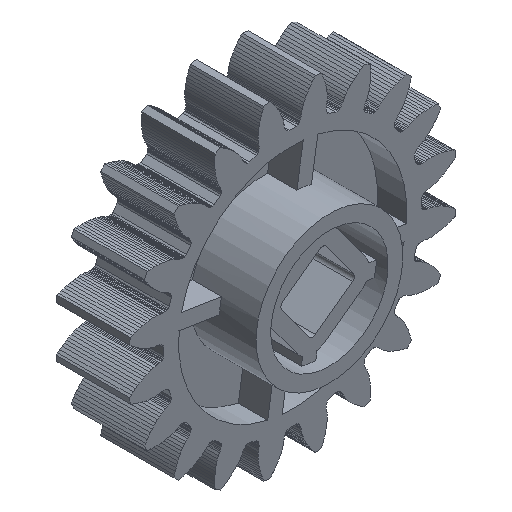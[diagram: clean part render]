
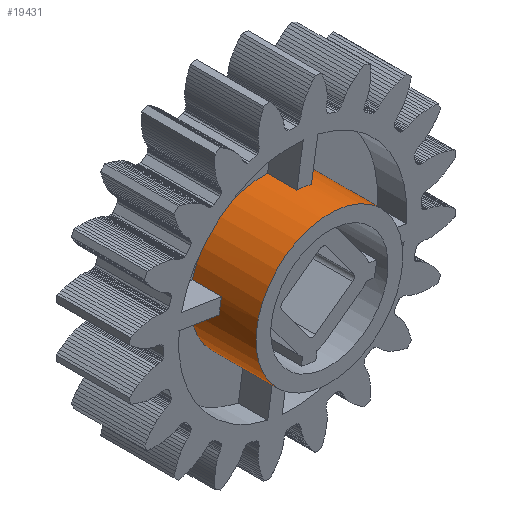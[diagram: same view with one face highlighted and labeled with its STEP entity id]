
A CAD part, isometric view. The second image highlights one B-rep face of the part: STEP entity #19431.
In plain terms, the highlighted cylindrical face has radius 5 mm (diameter 10 mm), a full revolution.
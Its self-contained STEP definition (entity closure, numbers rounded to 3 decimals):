
#999=FACE_OUTER_BOUND('',#1977,.T.);
#1977=EDGE_LOOP('',(#13563,#13564,#13565,#13566,#13567,#13568,#13569,#13570,
#13571,#13572,#13573,#13574,#13575,#13576,#13577,#13578,#13579,#13580,#13581,
#13582));
#2961=LINE('',#26524,#5781);
#2962=LINE('',#26528,#5782);
#2963=LINE('',#26532,#5783);
#2964=LINE('',#26536,#5784);
#2965=LINE('',#26540,#5785);
#2966=LINE('',#26544,#5786);
#2967=LINE('',#26548,#5787);
#2968=LINE('',#26553,#5788);
#2969=LINE('',#26556,#5789);
#5781=VECTOR('',#21524,10.);
#5782=VECTOR('',#21527,10.);
#5783=VECTOR('',#21530,10.);
#5784=VECTOR('',#21533,10.);
#5785=VECTOR('',#21536,10.);
#5786=VECTOR('',#21539,10.);
#5787=VECTOR('',#21542,5.);
#5788=VECTOR('',#21547,10.);
#5789=VECTOR('',#21550,10.);
#8601=CIRCLE('',#20430,5.);
#8602=CIRCLE('',#20431,5.);
#8603=CIRCLE('',#20432,5.);
#8604=CIRCLE('',#20433,5.);
#8605=CIRCLE('',#20434,5.);
#8606=CIRCLE('',#20435,5.);
#8607=CIRCLE('',#20436,5.);
#8608=CIRCLE('',#20437,5.);
#8609=CIRCLE('',#20438,5.);
#8610=CIRCLE('',#20439,5.);
#8699=VERTEX_POINT('',#26520);
#8700=VERTEX_POINT('',#26521);
#8701=VERTEX_POINT('',#26523);
#8702=VERTEX_POINT('',#26525);
#8703=VERTEX_POINT('',#26527);
#8704=VERTEX_POINT('',#26529);
#8705=VERTEX_POINT('',#26531);
#8706=VERTEX_POINT('',#26533);
#8707=VERTEX_POINT('',#26535);
#8708=VERTEX_POINT('',#26537);
#8709=VERTEX_POINT('',#26539);
#8710=VERTEX_POINT('',#26541);
#8711=VERTEX_POINT('',#26543);
#8712=VERTEX_POINT('',#26545);
#8713=VERTEX_POINT('',#26547);
#8714=VERTEX_POINT('',#26550);
#8715=VERTEX_POINT('',#26552);
#8716=VERTEX_POINT('',#26554);
#10645=EDGE_CURVE('',#8699,#8700,#8601,.T.);
#10646=EDGE_CURVE('',#8701,#8699,#2961,.T.);
#10647=EDGE_CURVE('',#8702,#8701,#8602,.T.);
#10648=EDGE_CURVE('',#8703,#8702,#2962,.T.);
#10649=EDGE_CURVE('',#8704,#8703,#8603,.T.);
#10650=EDGE_CURVE('',#8705,#8704,#2963,.T.);
#10651=EDGE_CURVE('',#8706,#8705,#8604,.T.);
#10652=EDGE_CURVE('',#8707,#8706,#2964,.T.);
#10653=EDGE_CURVE('',#8708,#8707,#8605,.T.);
#10654=EDGE_CURVE('',#8708,#8709,#2965,.T.);
#10655=EDGE_CURVE('',#8710,#8709,#8606,.T.);
#10656=EDGE_CURVE('',#8710,#8711,#2966,.T.);
#10657=EDGE_CURVE('',#8712,#8711,#8607,.T.);
#10658=EDGE_CURVE('',#8712,#8713,#2967,.T.);
#10659=EDGE_CURVE('',#8713,#8713,#8608,.T.);
#10660=EDGE_CURVE('',#8714,#8712,#8609,.T.);
#10661=EDGE_CURVE('',#8714,#8715,#2968,.T.);
#10662=EDGE_CURVE('',#8716,#8715,#8610,.T.);
#10663=EDGE_CURVE('',#8716,#8700,#2969,.T.);
#13563=ORIENTED_EDGE('',*,*,#10645,.F.);
#13564=ORIENTED_EDGE('',*,*,#10646,.F.);
#13565=ORIENTED_EDGE('',*,*,#10647,.F.);
#13566=ORIENTED_EDGE('',*,*,#10648,.F.);
#13567=ORIENTED_EDGE('',*,*,#10649,.F.);
#13568=ORIENTED_EDGE('',*,*,#10650,.F.);
#13569=ORIENTED_EDGE('',*,*,#10651,.F.);
#13570=ORIENTED_EDGE('',*,*,#10652,.F.);
#13571=ORIENTED_EDGE('',*,*,#10653,.F.);
#13572=ORIENTED_EDGE('',*,*,#10654,.T.);
#13573=ORIENTED_EDGE('',*,*,#10655,.F.);
#13574=ORIENTED_EDGE('',*,*,#10656,.T.);
#13575=ORIENTED_EDGE('',*,*,#10657,.F.);
#13576=ORIENTED_EDGE('',*,*,#10658,.T.);
#13577=ORIENTED_EDGE('',*,*,#10659,.F.);
#13578=ORIENTED_EDGE('',*,*,#10658,.F.);
#13579=ORIENTED_EDGE('',*,*,#10660,.F.);
#13580=ORIENTED_EDGE('',*,*,#10661,.T.);
#13581=ORIENTED_EDGE('',*,*,#10662,.F.);
#13582=ORIENTED_EDGE('',*,*,#10663,.T.);
#19399=CYLINDRICAL_SURFACE('',#20429,5.);
#19431=ADVANCED_FACE('',(#999),#19399,.T.);
#20429=AXIS2_PLACEMENT_3D('',#26519,#21520,#21521);
#20430=AXIS2_PLACEMENT_3D('',#26522,#21522,#21523);
#20431=AXIS2_PLACEMENT_3D('',#26526,#21525,#21526);
#20432=AXIS2_PLACEMENT_3D('',#26530,#21528,#21529);
#20433=AXIS2_PLACEMENT_3D('',#26534,#21531,#21532);
#20434=AXIS2_PLACEMENT_3D('',#26538,#21534,#21535);
#20435=AXIS2_PLACEMENT_3D('',#26542,#21537,#21538);
#20436=AXIS2_PLACEMENT_3D('',#26546,#21540,#21541);
#20437=AXIS2_PLACEMENT_3D('',#26549,#21543,#21544);
#20438=AXIS2_PLACEMENT_3D('',#26551,#21545,#21546);
#20439=AXIS2_PLACEMENT_3D('',#26555,#21548,#21549);
#21520=DIRECTION('center_axis',(0.,1.,0.));
#21521=DIRECTION('ref_axis',(0.588,0.,-0.809));
#21522=DIRECTION('center_axis',(0.,1.,0.));
#21523=DIRECTION('ref_axis',(-0.588,0.,0.809));
#21524=DIRECTION('',(0.,1.,0.));
#21525=DIRECTION('center_axis',(0.,1.,0.));
#21526=DIRECTION('ref_axis',(-0.588,0.,0.809));
#21527=DIRECTION('',(0.,-1.,0.));
#21528=DIRECTION('center_axis',(0.,1.,0.));
#21529=DIRECTION('ref_axis',(-0.588,0.,0.809));
#21530=DIRECTION('',(0.,1.,0.));
#21531=DIRECTION('center_axis',(0.,1.,0.));
#21532=DIRECTION('ref_axis',(-0.588,0.,0.809));
#21533=DIRECTION('',(0.,-1.,0.));
#21534=DIRECTION('center_axis',(0.,1.,0.));
#21535=DIRECTION('ref_axis',(-0.588,0.,0.809));
#21536=DIRECTION('',(0.,-1.,0.));
#21537=DIRECTION('center_axis',(0.,1.,0.));
#21538=DIRECTION('ref_axis',(-0.588,0.,0.809));
#21539=DIRECTION('',(0.,1.,0.));
#21540=DIRECTION('center_axis',(0.,1.,0.));
#21541=DIRECTION('ref_axis',(-0.588,0.,0.809));
#21542=DIRECTION('',(0.,-1.,0.));
#21543=DIRECTION('center_axis',(0.,-1.,0.));
#21544=DIRECTION('ref_axis',(0.588,0.,-0.809));
#21545=DIRECTION('center_axis',(0.,1.,0.));
#21546=DIRECTION('ref_axis',(-0.588,0.,0.809));
#21547=DIRECTION('',(0.,-1.,0.));
#21548=DIRECTION('center_axis',(0.,1.,0.));
#21549=DIRECTION('ref_axis',(-0.588,0.,0.809));
#21550=DIRECTION('',(0.,1.,0.));
#26519=CARTESIAN_POINT('Origin',(-49.495,-6.41,2.498));
#26520=CARTESIAN_POINT('',(-50.767,-6.91,-2.337));
#26521=CARTESIAN_POINT('',(-54.486,-6.91,2.783));
#26522=CARTESIAN_POINT('Origin',(-49.495,-6.91,2.498));
#26523=CARTESIAN_POINT('',(-50.767,-8.91,-2.337));
#26524=CARTESIAN_POINT('',(-50.767,-6.41,-2.337));
#26525=CARTESIAN_POINT('',(-49.779,-8.91,-2.494));
#26526=CARTESIAN_POINT('Origin',(-49.495,-8.91,2.498));
#26527=CARTESIAN_POINT('',(-49.779,-6.91,-2.494));
#26528=CARTESIAN_POINT('',(-49.779,-6.41,-2.494));
#26529=CARTESIAN_POINT('',(-44.659,-6.91,1.226));
#26530=CARTESIAN_POINT('Origin',(-49.495,-6.91,2.498));
#26531=CARTESIAN_POINT('',(-44.659,-8.91,1.226));
#26532=CARTESIAN_POINT('',(-44.659,-6.41,1.226));
#26533=CARTESIAN_POINT('',(-44.503,-8.91,2.214));
#26534=CARTESIAN_POINT('Origin',(-49.495,-8.91,2.498));
#26535=CARTESIAN_POINT('',(-44.503,-6.91,2.214));
#26536=CARTESIAN_POINT('',(-44.503,-6.41,2.214));
#26537=CARTESIAN_POINT('',(-48.222,-6.91,7.334));
#26538=CARTESIAN_POINT('Origin',(-49.495,-6.91,2.498));
#26539=CARTESIAN_POINT('',(-48.222,-8.91,7.334));
#26540=CARTESIAN_POINT('',(-48.222,-6.41,7.334));
#26541=CARTESIAN_POINT('',(-49.21,-8.91,7.49));
#26542=CARTESIAN_POINT('Origin',(-49.495,-8.91,2.498));
#26543=CARTESIAN_POINT('',(-49.21,-6.91,7.49));
#26544=CARTESIAN_POINT('',(-49.21,-6.41,7.49));
#26545=CARTESIAN_POINT('',(-52.434,-6.91,6.543));
#26546=CARTESIAN_POINT('Origin',(-49.495,-6.91,2.498));
#26547=CARTESIAN_POINT('',(-52.434,-11.41,6.543));
#26548=CARTESIAN_POINT('',(-52.434,-6.41,6.543));
#26549=CARTESIAN_POINT('Origin',(-49.495,-11.41,2.498));
#26550=CARTESIAN_POINT('',(-54.33,-6.91,3.77));
#26551=CARTESIAN_POINT('Origin',(-49.495,-6.91,2.498));
#26552=CARTESIAN_POINT('',(-54.33,-8.91,3.77));
#26553=CARTESIAN_POINT('',(-54.33,-6.41,3.77));
#26554=CARTESIAN_POINT('',(-54.486,-8.91,2.783));
#26555=CARTESIAN_POINT('Origin',(-49.495,-8.91,2.498));
#26556=CARTESIAN_POINT('',(-54.486,-6.41,2.783));
